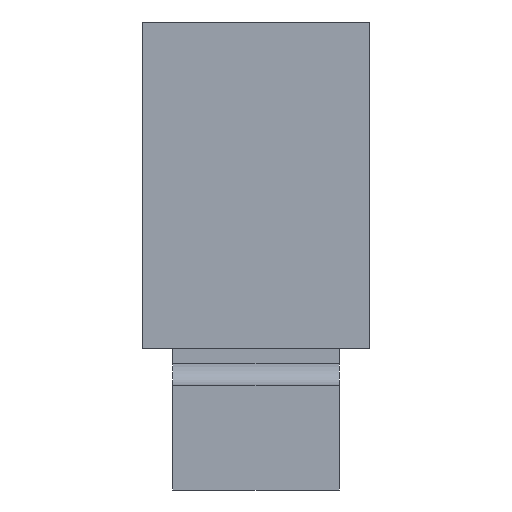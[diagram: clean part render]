
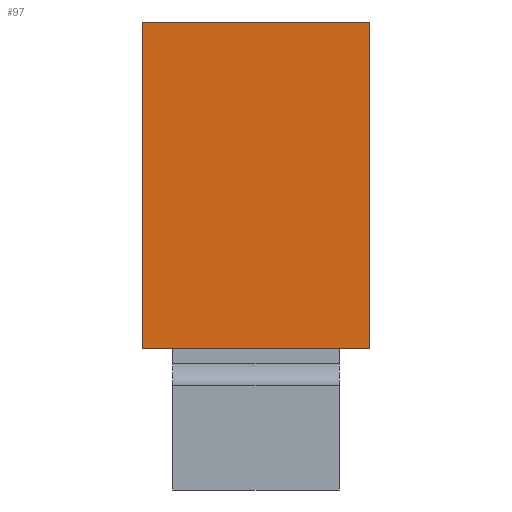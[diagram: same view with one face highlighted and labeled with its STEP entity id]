
A CAD part, front view. The second image highlights one B-rep face of the part: STEP entity #97.
In plain terms, the highlighted planar face has unit normal (0, -1, 0).
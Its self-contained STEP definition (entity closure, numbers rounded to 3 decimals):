
#97=ADVANCED_FACE('',(#224),#225,.T.);
#224=FACE_OUTER_BOUND('',#370,.T.);
#225=PLANE('',#371);
#370=EDGE_LOOP('',(#847,#848,#849,#850));
#371=AXIS2_PLACEMENT_3D('',#851,#852,#853);
#847=ORIENTED_EDGE('',*,*,#1156,.F.);
#848=ORIENTED_EDGE('',*,*,#1155,.F.);
#849=ORIENTED_EDGE('',*,*,#1157,.F.);
#850=ORIENTED_EDGE('',*,*,#1158,.F.);
#851=CARTESIAN_POINT('',(1.925,-4.0,4.14));
#852=DIRECTION('',(0.0,-1.0,0.0));
#853=DIRECTION('',(0.0,0.0,-1.0));
#1155=EDGE_CURVE('',#1446,#1439,#1448,.T.);
#1156=EDGE_CURVE('',#1439,#1449,#1450,.T.);
#1157=EDGE_CURVE('',#1451,#1446,#1452,.T.);
#1158=EDGE_CURVE('',#1449,#1451,#1453,.T.);
#1439=VERTEX_POINT('',#1899);
#1446=VERTEX_POINT('',#1910);
#1448=LINE('',#1913,#1914);
#1449=VERTEX_POINT('',#1915);
#1450=LINE('',#1916,#1917);
#1451=VERTEX_POINT('',#1918);
#1452=LINE('',#1919,#1920);
#1453=LINE('',#1921,#1922);
#1899=CARTESIAN_POINT('',(-2.635,-4.0,-3.43));
#1910=CARTESIAN_POINT('',(2.635,-4.0,-3.43));
#1913=CARTESIAN_POINT('',(2.635,-4.0,-3.43));
#1914=VECTOR('',#2179,5.27);
#1915=CARTESIAN_POINT('',(-2.635,-4.0,4.14));
#1916=CARTESIAN_POINT('',(-2.635,-4.0,-3.43));
#1917=VECTOR('',#2180,7.57);
#1918=CARTESIAN_POINT('',(2.635,-4.0,4.14));
#1919=CARTESIAN_POINT('',(2.635,-4.0,4.14));
#1920=VECTOR('',#2181,7.57);
#1921=CARTESIAN_POINT('',(-2.635,-4.0,4.14));
#1922=VECTOR('',#2182,5.27);
#2179=DIRECTION('',(-1.0,0.0,0.0));
#2180=DIRECTION('',(0.0,0.0,1.0));
#2181=DIRECTION('',(0.0,0.0,-1.0));
#2182=DIRECTION('',(1.0,0.0,0.0));
